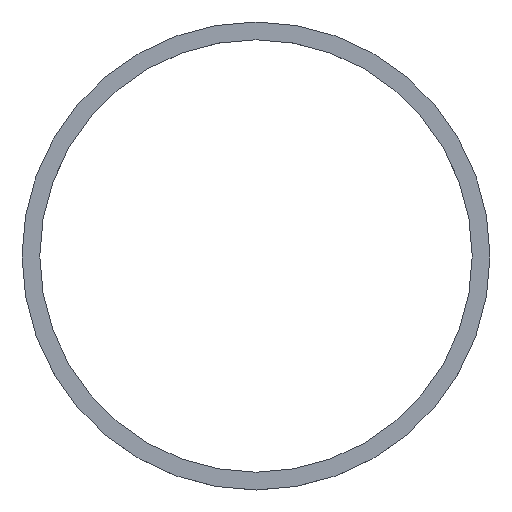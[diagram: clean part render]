
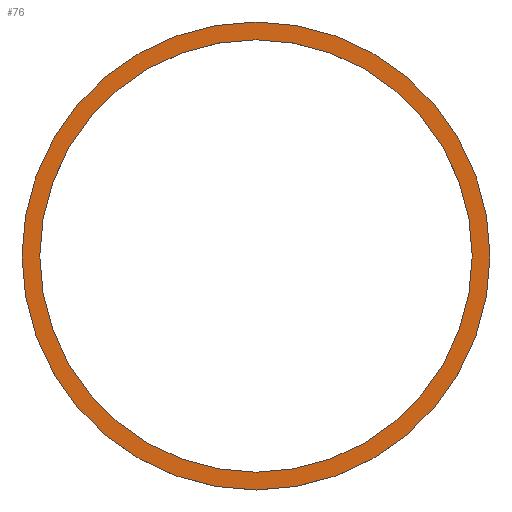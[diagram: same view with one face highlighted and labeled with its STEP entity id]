
A CAD part, top view. The second image highlights one B-rep face of the part: STEP entity #76.
In plain terms, the highlighted planar face has unit normal (0, 0, 1).
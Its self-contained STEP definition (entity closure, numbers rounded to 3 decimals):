
#3=CARTESIAN_POINT('POINT2',(0.,13.871,0.649));
#4=VERTEX_POINT('VERTEX2',#3);
#20=CARTESIAN_POINT('POINT4',(0.,-13.871,
   0.649));
#21=VERTEX_POINT('VERTEX4',#20);
#28=CARTESIAN_POINT('POS4',(0.,0.,0.649));
#29=DIRECTION('DIR5',(0.,0.,-1.));
#30=DIRECTION('DIR6',(0.,1.,0.));
#31=AXIS2_PLACEMENT_3D('AXIS2',#28,#29,#30);
#32=CIRCLE('ELLIPSE2',#31,13.871);
#33=EDGE_CURVE('EDGE4',#4,#21,#32,.T.);
#44=EDGE_CURVE('EDGE5',#21,#4,#32,.T.);
#52=ORIENTED_EDGE('COEDGE9',*,*,#33,.T.);
#53=ORIENTED_EDGE('COEDGE10',*,*,#44,.T.);
#54=EDGE_LOOP('NONE',(#52,#53));
#55=FACE_BOUND('LOOP1',#54,.T.);
#56=CARTESIAN_POINT('POINT5',(15.013,0.,0.649));
#57=VERTEX_POINT('VERTEX5',#56);
#58=CARTESIAN_POINT('POINT6',(-15.013,0.,
   0.649));
#59=VERTEX_POINT('VERTEX6',#58);
#60=CARTESIAN_POINT('POS6',(0.,0.,0.649));
#61=DIRECTION('DIR9',(0.,0.,1.));
#62=DIRECTION('DIR10',(1.,0.,0.));
#63=AXIS2_PLACEMENT_3D('AXIS4',#60,#61,#62);
#64=CIRCLE('ELLIPSE3',#63,15.013);
#65=EDGE_CURVE('EDGE7',#57,#59,#64,.T.);
#66=ORIENTED_EDGE('COEDGE11',*,*,#65,.T.);
#67=EDGE_CURVE('EDGE8',#59,#57,#64,.T.);
#68=ORIENTED_EDGE('COEDGE12',*,*,#67,.T.);
#69=EDGE_LOOP('NONE',(#66,#68));
#70=FACE_BOUND('LOOP1',#69,.T.);
#71=CARTESIAN_POINT('POS7',(0.,0.,0.649));
#72=DIRECTION('DIR11',(0.,0.,1.));
#73=DIRECTION('DIR12',(1.,0.,0.));
#74=AXIS2_PLACEMENT_3D('AXIS5',#71,#72,#73);
#75=PLANE('PLANE1',#74);
#76=ADVANCED_FACE('FACE3',(#55,#70),#75,.T.);
